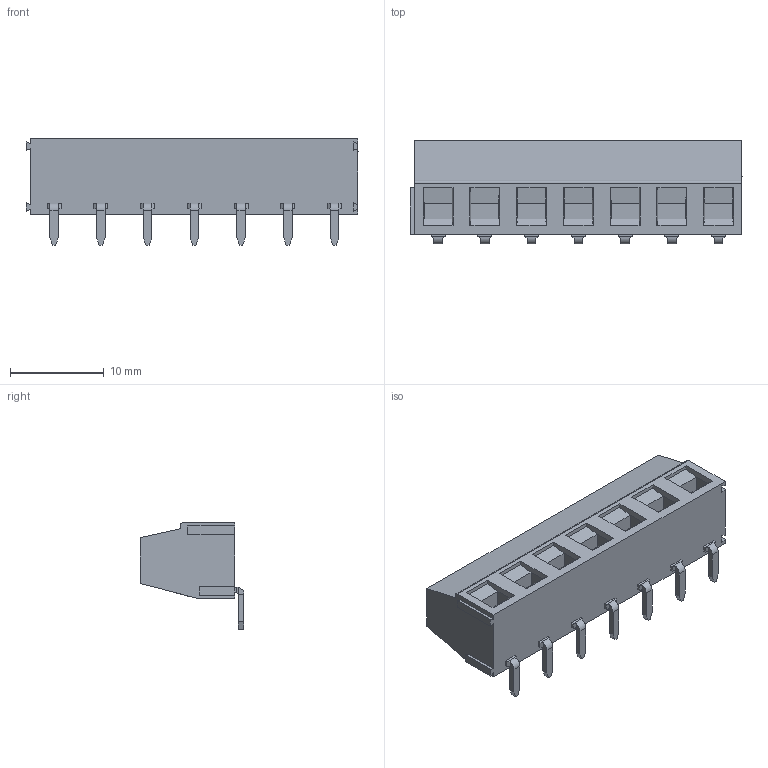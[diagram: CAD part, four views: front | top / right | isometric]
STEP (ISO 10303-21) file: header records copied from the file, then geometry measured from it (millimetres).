
FILE_DESCRIPTION (( 'STEP AP214' ), '1' );
FILE_NAME ('DG127R-5.0-07P-4Y-00AH.STEP', '2021-01-02T23:41:28', ( '' ), ( '' ), 'SwSTEP 2.0', 'SolidWorks 2020', '' );
FILE_SCHEMA (( 'AUTOMOTIVE_DESIGN' ));
Length unit declared in the file: millimetre
Products named in the file (1): DG127R-5.0-07P-4Y-00AH
Bounding box: 35.5 x 11.1 x 11.4 mm (x, y, z)
Volume: 2208.5 mm3; surface area: 2121 mm2
Topology: 1 solids, 1 shells, 650 faces, 1702 edges, 1109 vertices
Faces by surface type: plane 451, bspline 135, cylinder 43, torus 21
Entity records: 32139 total; most frequent: CARTESIAN_POINT 11393, ORIENTED_EDGE 3404, DIRECTION 2522, EDGE_CURVE 1702, LINE 1206, VECTOR 1206, VERTEX_POINT 1109, EDGE_LOOP 705
